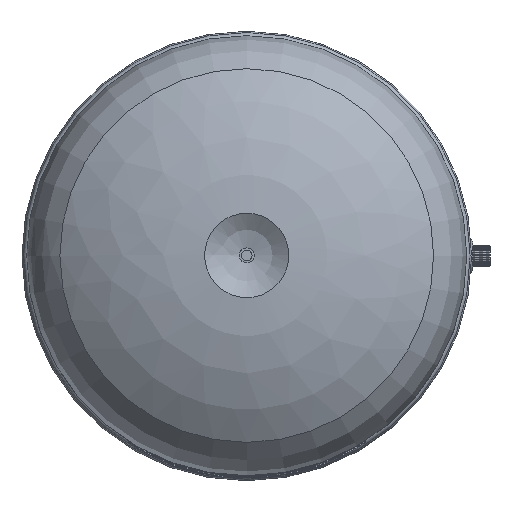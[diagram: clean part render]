
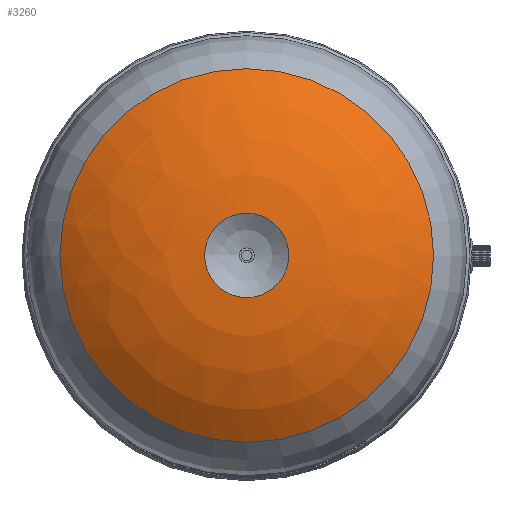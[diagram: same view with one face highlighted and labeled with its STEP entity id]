
A CAD part, top view. The second image highlights one B-rep face of the part: STEP entity #3260.
In plain terms, the highlighted free-form (B-spline) face has degree [2, 2] with [3, 9] control points.
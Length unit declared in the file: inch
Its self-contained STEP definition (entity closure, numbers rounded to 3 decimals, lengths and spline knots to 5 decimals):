
#15=(
BOUNDED_CURVE()
B_SPLINE_CURVE(2,(#5405,#5406,#5407),.UNSPECIFIED.,.F.,.F.)
B_SPLINE_CURVE_WITH_KNOTS((3,3),(-1.54722,-0.95977),
 .UNSPECIFIED.)
CURVE()
GEOMETRIC_REPRESENTATION_ITEM()
RATIONAL_B_SPLINE_CURVE((1.,0.957,1.))
REPRESENTATION_ITEM('')
);
#21=(
BOUNDED_SURFACE()
B_SPLINE_SURFACE(2,2,((#5376,#5377,#5378,#5379,#5380,#5381,#5382,#5383,
#5384),(#5385,#5386,#5387,#5388,#5389,#5390,#5391,#5392,#5393),(#5394,#5395,
#5396,#5397,#5398,#5399,#5400,#5401,#5402)),.UNSPECIFIED.,.F.,.T.,.F.)
B_SPLINE_SURFACE_WITH_KNOTS((3,3),(3,2,2,2,3),(0.95977,1.54722),
(-3.14159,-1.5708,0.,1.5708,3.14159),
 .UNSPECIFIED.)
GEOMETRIC_REPRESENTATION_ITEM()
RATIONAL_B_SPLINE_SURFACE(((1.,0.707,1.,0.707,1.,
0.707,1.,0.707,1.),(0.957,0.677,
0.957,0.677,0.957,0.677,0.957,
0.677,0.957),(1.,0.707,1.,0.707,
1.,0.707,1.,0.707,1.)))
REPRESENTATION_ITEM('')
SURFACE()
);
#704=FACE_OUTER_BOUND('',#934,.T.);
#934=EDGE_LOOP('',(#2446,#2447,#2448,#2449));
#1219=CIRCLE('',#3566,8.35992);
#1220=CIRCLE('',#3567,1.88516);
#1412=VERTEX_POINT('',#5374);
#1413=VERTEX_POINT('',#5403);
#1783=EDGE_CURVE('',#1412,#1412,#1219,.T.);
#1784=EDGE_CURVE('',#1413,#1413,#1220,.T.);
#1785=EDGE_CURVE('',#1413,#1412,#15,.T.);
#2446=ORIENTED_EDGE('',*,*,#1784,.F.);
#2447=ORIENTED_EDGE('',*,*,#1785,.T.);
#2448=ORIENTED_EDGE('',*,*,#1783,.T.);
#2449=ORIENTED_EDGE('',*,*,#1785,.F.);
#3260=ADVANCED_FACE('',(#704),#21,.F.);
#3566=AXIS2_PLACEMENT_3D('',#5375,#4207,#4208);
#3567=AXIS2_PLACEMENT_3D('',#5404,#4209,#4210);
#4207=DIRECTION('center_axis',(0.,0.,1.));
#4208=DIRECTION('ref_axis',(-1.,0.,0.));
#4209=DIRECTION('center_axis',(0.,0.,1.));
#4210=DIRECTION('ref_axis',(-1.,0.,0.));
#5374=CARTESIAN_POINT('',(488.18805,6.79134,982.64356));
#5375=CARTESIAN_POINT('Origin',(496.54797,6.79134,982.64356));
#5376=CARTESIAN_POINT('Ctrl Pts',(488.18805,6.79134,982.64356));
#5377=CARTESIAN_POINT('Ctrl Pts',(488.18805,-1.56858,982.64356));
#5378=CARTESIAN_POINT('Ctrl Pts',(496.54797,-1.56858,982.64356));
#5379=CARTESIAN_POINT('Ctrl Pts',(504.90789,-1.56858,982.64356));
#5380=CARTESIAN_POINT('Ctrl Pts',(504.90789,6.79134,982.64356));
#5381=CARTESIAN_POINT('Ctrl Pts',(504.90789,15.15126,982.64356));
#5382=CARTESIAN_POINT('Ctrl Pts',(496.54797,15.15126,982.64356));
#5383=CARTESIAN_POINT('Ctrl Pts',(488.18805,15.15126,982.64356));
#5384=CARTESIAN_POINT('Ctrl Pts',(488.18805,6.79134,982.64356));
#5385=CARTESIAN_POINT('Ctrl Pts',(491.10385,6.79134,984.68594));
#5386=CARTESIAN_POINT('Ctrl Pts',(491.10385,1.34722,984.68594));
#5387=CARTESIAN_POINT('Ctrl Pts',(496.54797,1.34722,984.68594));
#5388=CARTESIAN_POINT('Ctrl Pts',(501.99208,1.34722,984.68594));
#5389=CARTESIAN_POINT('Ctrl Pts',(501.99208,6.79134,984.68594));
#5390=CARTESIAN_POINT('Ctrl Pts',(501.99208,12.23545,984.68594));
#5391=CARTESIAN_POINT('Ctrl Pts',(496.54797,12.23545,984.68594));
#5392=CARTESIAN_POINT('Ctrl Pts',(491.10385,12.23545,984.68594));
#5393=CARTESIAN_POINT('Ctrl Pts',(491.10385,6.79134,984.68594));
#5394=CARTESIAN_POINT('Ctrl Pts',(494.66281,6.79134,984.76986));
#5395=CARTESIAN_POINT('Ctrl Pts',(494.66281,4.90618,984.76986));
#5396=CARTESIAN_POINT('Ctrl Pts',(496.54797,4.90618,984.76986));
#5397=CARTESIAN_POINT('Ctrl Pts',(498.43313,4.90618,984.76986));
#5398=CARTESIAN_POINT('Ctrl Pts',(498.43313,6.79134,984.76986));
#5399=CARTESIAN_POINT('Ctrl Pts',(498.43313,8.6765,984.76986));
#5400=CARTESIAN_POINT('Ctrl Pts',(496.54797,8.6765,984.76986));
#5401=CARTESIAN_POINT('Ctrl Pts',(494.66281,8.6765,984.76986));
#5402=CARTESIAN_POINT('Ctrl Pts',(494.66281,6.79134,984.76986));
#5403=CARTESIAN_POINT('',(494.66281,6.79134,984.76986));
#5404=CARTESIAN_POINT('Origin',(496.54797,6.79134,984.76986));
#5405=CARTESIAN_POINT('Ctrl Pts',(494.66281,6.79134,984.76986));
#5406=CARTESIAN_POINT('Ctrl Pts',(491.10385,6.79134,984.68594));
#5407=CARTESIAN_POINT('Ctrl Pts',(488.18805,6.79134,982.64356));
